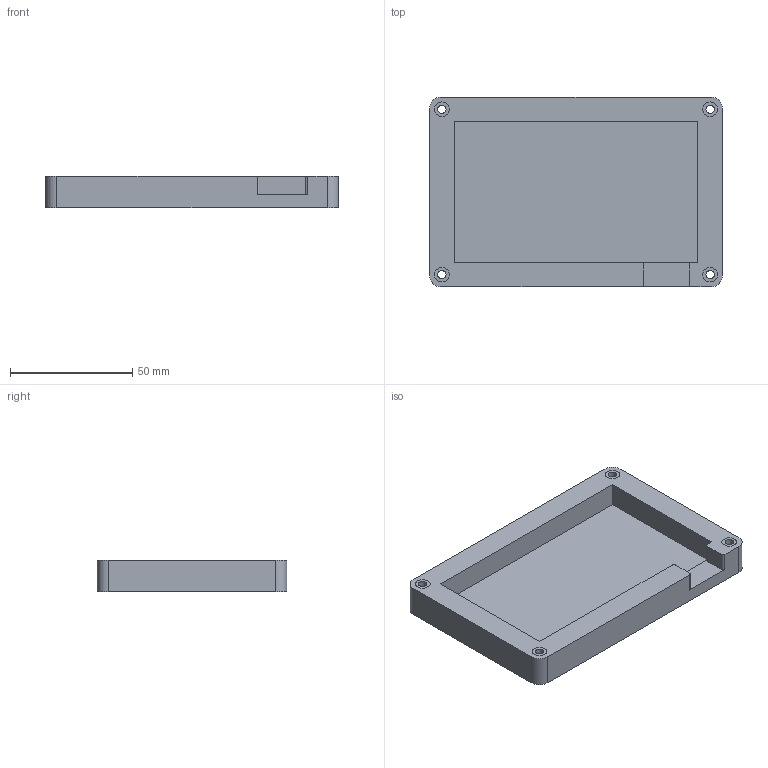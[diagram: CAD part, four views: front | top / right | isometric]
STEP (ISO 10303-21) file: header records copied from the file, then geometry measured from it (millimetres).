
FILE_DESCRIPTION(/* description */ ('','CAx-IF Rec.Pracs.---Representation and Presentation of Product Manufacturing Information (PMI)---4.0---2014-10-13'),/* implementation_level */ '2;1');
FILE_NAME(/* name */ 'Perihelion Case LOWER.step',/* time_stamp */ '2025-02-16T16:31:34+01:00',/* author */ (''),/* organization */ (''),/* preprocessor_version */ 'ST-DEVELOPER v20',/* originating_system */ 'Autodesk Translation Framework v13.20.0.188',/* authorisation */ '');
FILE_SCHEMA (('AP242_MANAGED_MODEL_BASED_3D_ENGINEERING_MIM_LF { 1 0 10303 442 1 1 4 }'));
Length unit declared in the file: millimetre
Products named in the file (3): Case assembled; Unbenannt; Perihelion Case v2
Assembly tree (2 placements, depth 3):
  Case assembled
    Unbenannt
      Perihelion Case v2
Bounding box: 119.5 x 77.5 x 13 mm (x, y, z)
Volume: 60839.8 mm3; surface area: 28650 mm2
Topology: 5 solids, 5 shells, 526 faces, 1422 edges, 948 vertices
Faces by surface type: bspline 292, plane 214, cylinder 20
Full cylindrical faces by diameter (mm): 3.4 x4, 6 x8
Entity records: 19243 total; most frequent: CARTESIAN_POINT 7866, ORIENTED_EDGE 2844, EDGE_CURVE 1422, DIRECTION 1358, VERTEX_POINT 948, LINE 798, VECTOR 798, B_SPLINE_CURVE_WITH_KNOTS 584
